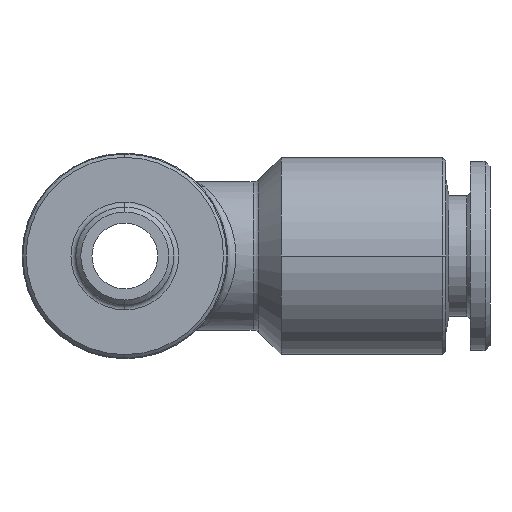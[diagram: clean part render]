
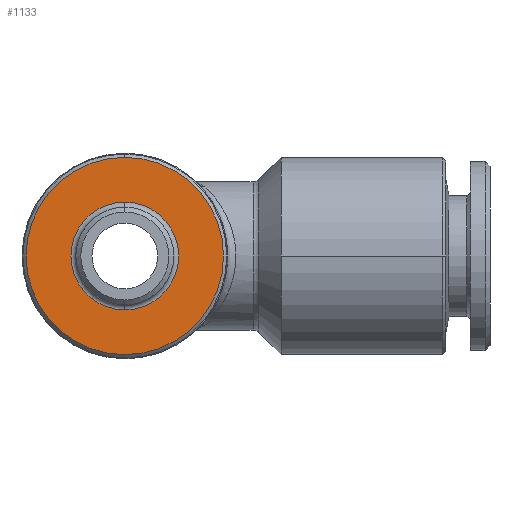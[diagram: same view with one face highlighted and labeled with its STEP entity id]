
A CAD part, front view. The second image highlights one B-rep face of the part: STEP entity #1133.
In plain terms, the highlighted planar face has unit normal (0, -1, 0).
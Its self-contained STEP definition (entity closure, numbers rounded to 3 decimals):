
#501 = VERTEX_POINT ( 'NONE', #2693 ) ;
#522 = VERTEX_POINT ( 'NONE', #2719 ) ;
#533 = EDGE_CURVE ( 'NONE', #522, #501, #2718, .T. ) ;
#540 = VERTEX_POINT ( 'NONE', #2741 ) ;
#543 = EDGE_CURVE ( 'NONE', #540, #560, #2714, .T. ) ;
#560 = VERTEX_POINT ( 'NONE', #2827 ) ;
#1133 = ADVANCED_FACE ( 'NONE', ( #3621, #3620 ), #3607, .T. ) ;
#1134 = ORIENTED_EDGE ( 'NONE', *, *, #1175, .T. ) ;
#1135 = ORIENTED_EDGE ( 'NONE', *, *, #543, .T. ) ;
#1138 = ORIENTED_EDGE ( 'NONE', *, *, #1139, .F. ) ;
#1139 = EDGE_CURVE ( 'NONE', #501, #522, #3631, .T. ) ;
#1140 = ORIENTED_EDGE ( 'NONE', *, *, #533, .F. ) ;
#1174 = EDGE_LOOP ( 'NONE', ( #1138, #1140 ) ) ;
#1175 = EDGE_CURVE ( 'NONE', #560, #540, #3661, .T. ) ;
#1190 = EDGE_LOOP ( 'NONE', ( #1134, #1135 ) ) ;
#2693 = CARTESIAN_POINT ( 'NONE',  ( 0., -9.5, 3.275 ) ) ;
#2707 = DIRECTION ( 'NONE',  ( 0., -1., 0. ) ) ;
#2708 = CARTESIAN_POINT ( 'NONE',  ( 0., -9.5, 0. ) ) ;
#2711 = DIRECTION ( 'NONE',  ( 0., 0., 1. ) ) ;
#2712 = DIRECTION ( 'NONE',  ( 0., -1., 0. ) ) ;
#2713 = AXIS2_PLACEMENT_3D ( 'NONE', #2739, #2712, #2711 ) ;
#2714 = CIRCLE ( 'NONE', #2713, 6. ) ;
#2716 = AXIS2_PLACEMENT_3D ( 'NONE', #2708, #2707, #2721 ) ;
#2718 = CIRCLE ( 'NONE', #2716, 3.275 ) ;
#2719 = CARTESIAN_POINT ( 'NONE',  ( 0., -9.5, -3.275 ) ) ;
#2721 = DIRECTION ( 'NONE',  ( 0., 0., 1. ) ) ;
#2739 = CARTESIAN_POINT ( 'NONE',  ( 0., -9.5, 0. ) ) ;
#2741 = CARTESIAN_POINT ( 'NONE',  ( 0., -9.5, 6. ) ) ;
#2827 = CARTESIAN_POINT ( 'NONE',  ( 0., -9.5, -6. ) ) ;
#3605 = CARTESIAN_POINT ( 'NONE',  ( -6., -9.5, 0. ) ) ;
#3606 = AXIS2_PLACEMENT_3D ( 'NONE', #3605, #3616, #3615 ) ;
#3607 = PLANE ( 'NONE',  #3606 ) ;
#3614 = CARTESIAN_POINT ( 'NONE',  ( 0., -9.5, 0. ) ) ;
#3615 = DIRECTION ( 'NONE',  ( 0., 0., 1. ) ) ;
#3616 = DIRECTION ( 'NONE',  ( 0., -1., 0. ) ) ;
#3620 = FACE_BOUND ( 'NONE', #1174, .T. ) ;
#3621 = FACE_OUTER_BOUND ( 'NONE', #1190, .T. ) ;
#3628 = DIRECTION ( 'NONE',  ( 0., 0., 1. ) ) ;
#3629 = DIRECTION ( 'NONE',  ( 0., -1., 0. ) ) ;
#3630 = AXIS2_PLACEMENT_3D ( 'NONE', #3614, #3629, #3628 ) ;
#3631 = CIRCLE ( 'NONE', #3630, 3.275 ) ;
#3645 = DIRECTION ( 'NONE',  ( 0., 0., 1. ) ) ;
#3646 = DIRECTION ( 'NONE',  ( 0., -1., 0. ) ) ;
#3647 = AXIS2_PLACEMENT_3D ( 'NONE', #3660, #3646, #3645 ) ;
#3660 = CARTESIAN_POINT ( 'NONE',  ( 0., -9.5, 0. ) ) ;
#3661 = CIRCLE ( 'NONE', #3647, 6. ) ;
